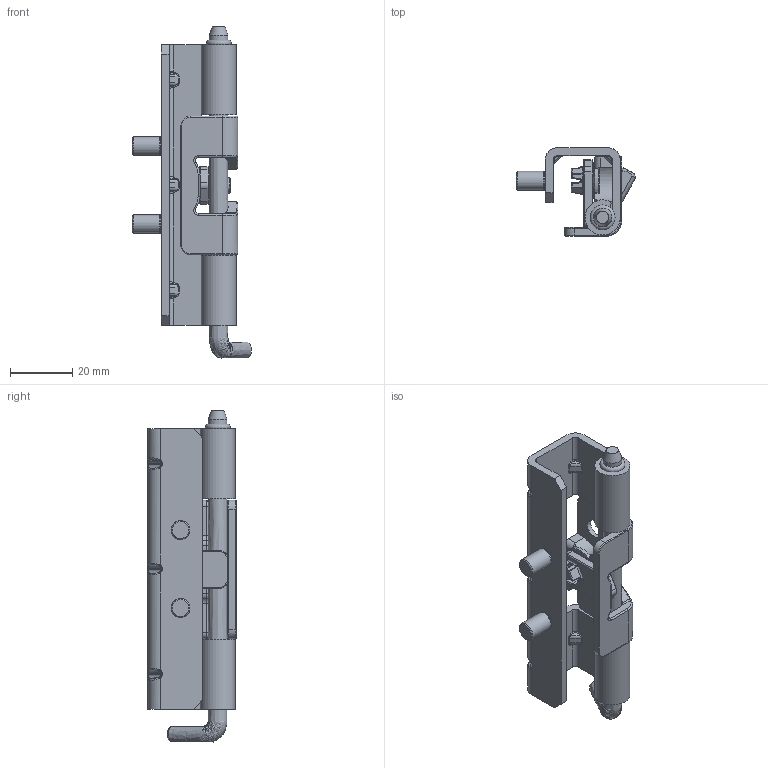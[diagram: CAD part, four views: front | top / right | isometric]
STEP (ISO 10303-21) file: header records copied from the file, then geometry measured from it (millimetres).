
FILE_DESCRIPTION(('STEP AP203'),'1');
FILE_NAME('995.6.3.2.0.step','2015-01-05T11:26:25',(' '),(' '),'Spatial InterOp 3D',' ',' ');
FILE_SCHEMA(('CONFIG_CONTROL_DESIGN'));
Length unit declared in the file: millimetre
Products named in the file (45): 1; 2; 3; 4; 5; 6; 7; 8; 9; 10; 11; 12; 13; 14; 15; 16; 17; 18; 19; 20; 21; 22; 23; 24; 25; 26; 27; 28; 29; 30; 31; 32; 33; 34; 35; 36; 37; 38; 39; 40 ...
Bounding box: 38.18 x 28.32 x 106.5 mm (x, y, z)
Volume: 21072.3 mm3; surface area: 19171.3 mm2
Topology: 45 solids, 45 shells, 883 faces, 2129 edges, 1361 vertices
Faces by surface type: plane 295, cylinder 234, bspline 186, extrusion 70, cone 42, torus 39, sphere 17
Full cylindrical faces by diameter (mm): 1 x1, 1.5 x1, 4 x1, 4.9 x1, 5 x1, 5.2 x1, 5.3 x1, 5.7 x2, 6 x6, 6.2 x2, 6.4 x1, 8 x2, 10 x1, 14 x1
Entity records: 34493 total; most frequent: CARTESIAN_POINT 13261, ORIENTED_EDGE 4122, DIRECTION 3686, EDGE_CURVE 2061, AXIS2_PLACEMENT_3D 1404, VERTEX_POINT 1347, EDGE_LOOP 980, FACE_OUTER_BOUND 912
